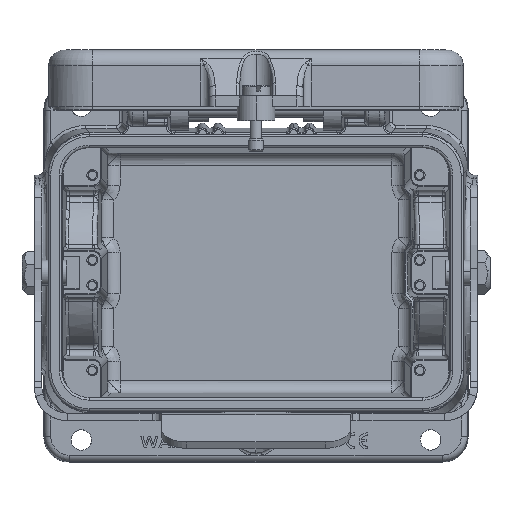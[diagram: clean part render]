
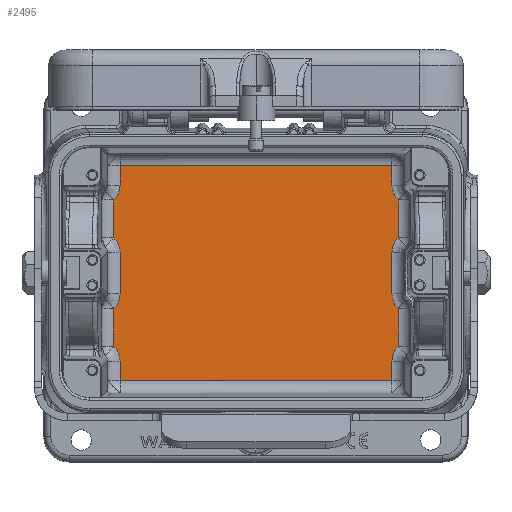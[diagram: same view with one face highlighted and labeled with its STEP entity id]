
A CAD part, top view. The second image highlights one B-rep face of the part: STEP entity #2495.
In plain terms, the highlighted planar face has unit normal (0, 0, 1).
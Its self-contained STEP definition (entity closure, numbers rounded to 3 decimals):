
#1113=FACE_OUTER_BOUND('',#3994,.T.);
#2495=ADVANCED_FACE('NONE',(#1113),#3231,.T.);
#3231=PLANE('',#17824);
#3994=EDGE_LOOP('',(#7817,#7818,#7819,#7820,#7821,#7822,#7823,#7824,#7825,
#7826,#7827,#7828,#7829,#7830,#7831,#7832,#7833,#7834,#7835,#7836));
#4966=B_SPLINE_CURVE_WITH_KNOTS('',3,(#27378,#27379,#27380,#27381),
 .UNSPECIFIED.,.F.,.F.,(4,4),(0.,1.),.UNSPECIFIED.);
#4967=B_SPLINE_CURVE_WITH_KNOTS('',3,(#27403,#27404,#27405,#27406),
 .UNSPECIFIED.,.F.,.F.,(4,4),(0.,1.),.UNSPECIFIED.);
#4975=B_SPLINE_CURVE_WITH_KNOTS('',3,(#27510,#27511,#27512,#27513),
 .UNSPECIFIED.,.F.,.F.,(4,4),(0.,1.),.UNSPECIFIED.);
#4976=B_SPLINE_CURVE_WITH_KNOTS('',3,(#27535,#27536,#27537,#27538),
 .UNSPECIFIED.,.F.,.F.,(4,4),(0.,1.),.UNSPECIFIED.);
#4982=B_SPLINE_CURVE_WITH_KNOTS('',3,(#27616,#27617,#27618,#27619),
 .UNSPECIFIED.,.F.,.F.,(4,4),(0.,1.),.UNSPECIFIED.);
#4983=B_SPLINE_CURVE_WITH_KNOTS('',3,(#27641,#27642,#27643,#27644),
 .UNSPECIFIED.,.F.,.F.,(4,4),(0.,1.),.UNSPECIFIED.);
#4991=B_SPLINE_CURVE_WITH_KNOTS('',3,(#27757,#27758,#27759,#27760),
 .UNSPECIFIED.,.F.,.F.,(4,4),(0.,1.),.UNSPECIFIED.);
#4997=B_SPLINE_CURVE_WITH_KNOTS('',3,(#27862,#27863,#27864,#27865),
 .UNSPECIFIED.,.F.,.F.,(4,4),(0.,1.),.UNSPECIFIED.);
#7817=ORIENTED_EDGE('',*,*,#13480,.T.);
#7818=ORIENTED_EDGE('',*,*,#13589,.T.);
#7819=ORIENTED_EDGE('',*,*,#13505,.T.);
#7820=ORIENTED_EDGE('',*,*,#13590,.T.);
#7821=ORIENTED_EDGE('',*,*,#13715,.T.);
#7822=ORIENTED_EDGE('',*,*,#13594,.T.);
#7823=ORIENTED_EDGE('',*,*,#13493,.T.);
#7824=ORIENTED_EDGE('',*,*,#13577,.T.);
#7825=ORIENTED_EDGE('',*,*,#13453,.T.);
#7826=ORIENTED_EDGE('',*,*,#13578,.T.);
#7827=ORIENTED_EDGE('',*,*,#13454,.T.);
#7828=ORIENTED_EDGE('',*,*,#13580,.T.);
#7829=ORIENTED_EDGE('',*,*,#13467,.T.);
#7830=ORIENTED_EDGE('',*,*,#13581,.T.);
#7831=ORIENTED_EDGE('',*,*,#13716,.T.);
#7832=ORIENTED_EDGE('',*,*,#13585,.T.);
#7833=ORIENTED_EDGE('',*,*,#13468,.T.);
#7834=ORIENTED_EDGE('',*,*,#13587,.T.);
#7835=ORIENTED_EDGE('',*,*,#13479,.T.);
#7836=ORIENTED_EDGE('',*,*,#13588,.T.);
#11538=VERTEX_POINT('',#27336);
#11539=VERTEX_POINT('',#27345);
#11541=VERTEX_POINT('',#27377);
#11542=VERTEX_POINT('',#27407);
#11543=VERTEX_POINT('',#27408);
#11546=VERTEX_POINT('',#27477);
#11548=VERTEX_POINT('',#27509);
#11549=VERTEX_POINT('',#27539);
#11550=VERTEX_POINT('',#27540);
#11552=VERTEX_POINT('',#27604);
#11554=VERTEX_POINT('',#27615);
#11555=VERTEX_POINT('',#27645);
#11556=VERTEX_POINT('',#27646);
#11558=VERTEX_POINT('',#27688);
#11560=VERTEX_POINT('',#27761);
#11567=VERTEX_POINT('',#27861);
#11599=VERTEX_POINT('',#28225);
#11602=VERTEX_POINT('',#28238);
#11603=VERTEX_POINT('',#28248);
#11606=VERTEX_POINT('',#28256);
#13453=EDGE_CURVE('NONE',#11539,#11541,#4966,.T.);
#13454=EDGE_CURVE('NONE',#11542,#11543,#4967,.T.);
#13467=EDGE_CURVE('NONE',#11546,#11548,#4975,.T.);
#13468=EDGE_CURVE('NONE',#11549,#11550,#4976,.T.);
#13479=EDGE_CURVE('NONE',#11552,#11554,#4982,.T.);
#13480=EDGE_CURVE('NONE',#11555,#11556,#4983,.T.);
#13493=EDGE_CURVE('NONE',#11560,#11538,#4991,.T.);
#13505=EDGE_CURVE('NONE',#11558,#11567,#4997,.T.);
#13577=EDGE_CURVE('NONE',#11538,#11539,#15468,.T.);
#13578=EDGE_CURVE('NONE',#11541,#11542,#15469,.T.);
#13580=EDGE_CURVE('NONE',#11543,#11546,#15471,.T.);
#13581=EDGE_CURVE('NONE',#11548,#11599,#15472,.T.);
#13585=EDGE_CURVE('NONE',#11602,#11549,#15475,.T.);
#13587=EDGE_CURVE('NONE',#11550,#11552,#15476,.T.);
#13588=EDGE_CURVE('NONE',#11554,#11555,#15477,.T.);
#13589=EDGE_CURVE('NONE',#11556,#11558,#15478,.T.);
#13590=EDGE_CURVE('NONE',#11567,#11603,#15479,.T.);
#13594=EDGE_CURVE('NONE',#11606,#11560,#15482,.T.);
#13715=EDGE_CURVE('NONE',#11603,#11606,#15545,.T.);
#13716=EDGE_CURVE('NONE',#11599,#11602,#15546,.T.);
#15468=LINE('',#28217,#16568);
#15469=LINE('',#28219,#16569);
#15471=LINE('',#28222,#16571);
#15472=LINE('',#28224,#16572);
#15475=LINE('',#28237,#16575);
#15476=LINE('',#28241,#16576);
#15477=LINE('',#28243,#16577);
#15478=LINE('',#28245,#16578);
#15479=LINE('',#28247,#16579);
#15482=LINE('',#28255,#16582);
#15545=LINE('',#28825,#16645);
#15546=LINE('',#28826,#16646);
#16568=VECTOR('',#19997,1.);
#16569=VECTOR('',#20000,1.);
#16571=VECTOR('',#20004,1.);
#16572=VECTOR('',#20007,1.);
#16575=VECTOR('',#20012,1.);
#16576=VECTOR('',#20017,1.);
#16577=VECTOR('',#20020,1.);
#16578=VECTOR('',#20023,1.);
#16579=VECTOR('',#20026,1.);
#16582=VECTOR('',#20033,1.);
#16645=VECTOR('',#20200,1.);
#16646=VECTOR('',#20201,1.);
#17824=AXIS2_PLACEMENT_3D('',#28827,#20202,#20203);
#19997=DIRECTION('',(0.,1.,0.));
#20000=DIRECTION('',(0.,1.,0.));
#20004=DIRECTION('',(0.,1.,0.));
#20007=DIRECTION('',(0.,1.,0.));
#20012=DIRECTION('',(0.,-1.,0.));
#20017=DIRECTION('',(0.,-1.,0.));
#20020=DIRECTION('',(0.,-1.,0.));
#20023=DIRECTION('',(0.,-1.,0.));
#20026=DIRECTION('',(0.,-1.,0.));
#20033=DIRECTION('',(0.,1.,0.));
#20200=DIRECTION('',(1.,0.,0.));
#20201=DIRECTION('',(-1.,0.,0.));
#20202=DIRECTION('',(0.,0.,1.));
#20203=DIRECTION('',(0.,1.,0.));
#27336=CARTESIAN_POINT('',(45.206,-23.264,-55.069));
#27345=CARTESIAN_POINT('',(45.206,-11.236,-55.069));
#27377=CARTESIAN_POINT('',(43.206,-6.546,-55.068));
#27378=CARTESIAN_POINT('',(45.206,-11.236,-55.069));
#27379=CARTESIAN_POINT('',(43.877,-9.955,-55.069));
#27380=CARTESIAN_POINT('',(43.21,-8.392,-55.069));
#27381=CARTESIAN_POINT('',(43.206,-6.546,-55.069));
#27403=CARTESIAN_POINT('',(43.206,6.546,-55.069));
#27404=CARTESIAN_POINT('',(43.21,8.392,-55.069));
#27405=CARTESIAN_POINT('',(43.877,9.955,-55.069));
#27406=CARTESIAN_POINT('',(45.206,11.236,-55.069));
#27407=CARTESIAN_POINT('',(43.206,6.546,-55.068));
#27408=CARTESIAN_POINT('',(45.206,11.236,-55.069));
#27477=CARTESIAN_POINT('',(45.206,23.264,-55.069));
#27509=CARTESIAN_POINT('',(43.206,27.954,-55.068));
#27510=CARTESIAN_POINT('',(45.206,23.264,-55.069));
#27511=CARTESIAN_POINT('',(43.877,24.545,-55.069));
#27512=CARTESIAN_POINT('',(43.21,26.108,-55.069));
#27513=CARTESIAN_POINT('',(43.206,27.954,-55.069));
#27535=CARTESIAN_POINT('',(-43.206,27.954,-55.069));
#27536=CARTESIAN_POINT('',(-43.21,26.108,-55.069));
#27537=CARTESIAN_POINT('',(-43.877,24.545,-55.069));
#27538=CARTESIAN_POINT('',(-45.206,23.264,-55.069));
#27539=CARTESIAN_POINT('',(-43.206,27.954,-55.068));
#27540=CARTESIAN_POINT('',(-45.206,23.264,-55.069));
#27604=CARTESIAN_POINT('',(-45.206,11.236,-55.069));
#27615=CARTESIAN_POINT('',(-43.206,6.546,-55.068));
#27616=CARTESIAN_POINT('',(-45.206,11.236,-55.069));
#27617=CARTESIAN_POINT('',(-43.877,9.955,-55.069));
#27618=CARTESIAN_POINT('',(-43.21,8.392,-55.069));
#27619=CARTESIAN_POINT('',(-43.206,6.546,-55.069));
#27641=CARTESIAN_POINT('',(-43.206,-6.546,-55.069));
#27642=CARTESIAN_POINT('',(-43.21,-8.392,-55.069));
#27643=CARTESIAN_POINT('',(-43.877,-9.955,-55.069));
#27644=CARTESIAN_POINT('',(-45.206,-11.236,-55.069));
#27645=CARTESIAN_POINT('',(-43.206,-6.546,-55.068));
#27646=CARTESIAN_POINT('',(-45.206,-11.236,-55.069));
#27688=CARTESIAN_POINT('',(-45.206,-23.264,-55.069));
#27757=CARTESIAN_POINT('',(43.206,-27.954,-55.069));
#27758=CARTESIAN_POINT('',(43.21,-26.108,-55.069));
#27759=CARTESIAN_POINT('',(43.877,-24.545,-55.069));
#27760=CARTESIAN_POINT('',(45.206,-23.264,-55.069));
#27761=CARTESIAN_POINT('',(43.206,-27.954,-55.068));
#27861=CARTESIAN_POINT('',(-43.206,-27.954,-55.068));
#27862=CARTESIAN_POINT('',(-45.206,-23.264,-55.069));
#27863=CARTESIAN_POINT('',(-43.877,-24.545,-55.069));
#27864=CARTESIAN_POINT('',(-43.21,-26.108,-55.069));
#27865=CARTESIAN_POINT('',(-43.206,-27.954,-55.069));
#28217=CARTESIAN_POINT('',(45.206,0.,-55.069));
#28219=CARTESIAN_POINT('',(43.206,0.,-55.069));
#28222=CARTESIAN_POINT('',(45.206,0.,-55.069));
#28224=CARTESIAN_POINT('',(43.206,0.,-55.069));
#28225=CARTESIAN_POINT('',(43.206,34.173,-55.069));
#28237=CARTESIAN_POINT('',(-43.206,0.,-55.069));
#28238=CARTESIAN_POINT('',(-43.206,34.173,-55.069));
#28241=CARTESIAN_POINT('',(-45.206,0.,-55.069));
#28243=CARTESIAN_POINT('',(-43.206,0.,-55.069));
#28245=CARTESIAN_POINT('',(-45.206,0.,-55.069));
#28247=CARTESIAN_POINT('',(-43.206,0.,-55.069));
#28248=CARTESIAN_POINT('',(-43.206,-34.173,-55.069));
#28255=CARTESIAN_POINT('',(43.206,0.,-55.069));
#28256=CARTESIAN_POINT('',(43.206,-34.173,-55.069));
#28825=CARTESIAN_POINT('',(49.436,-34.173,-55.069));
#28826=CARTESIAN_POINT('',(-49.424,34.173,-55.069));
#28827=CARTESIAN_POINT('',(0.,0.,-55.069));
